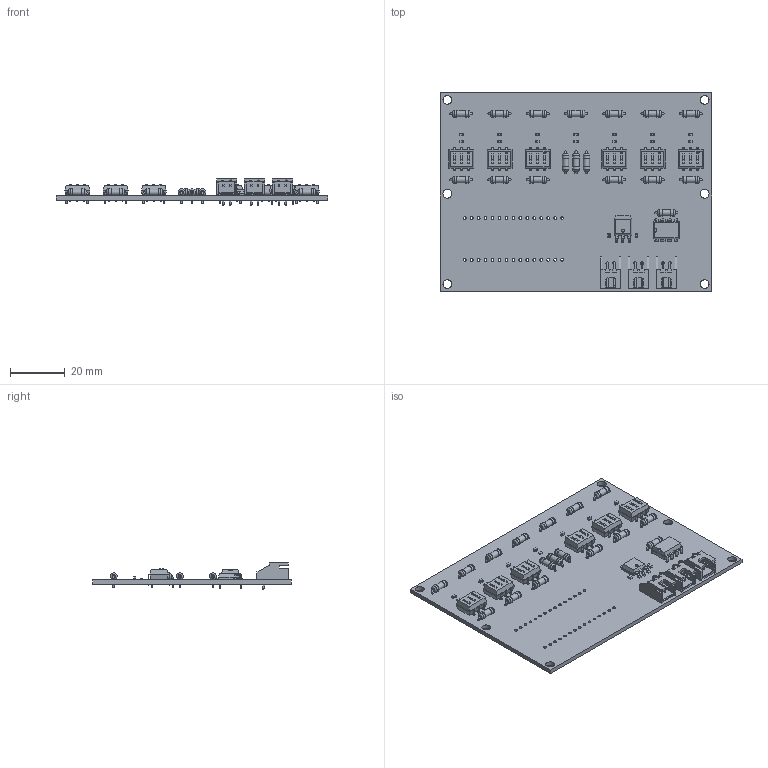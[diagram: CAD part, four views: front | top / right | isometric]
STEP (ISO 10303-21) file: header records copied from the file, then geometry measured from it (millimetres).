
FILE_DESCRIPTION(('KiCad electronic assembly'),'2;1');
FILE_NAME('line_sensor_color.step','2019-07-10T18:00:41',('An Author'),( 'A Company'),'Open CASCADE STEP processor 6.9', 'KiCad to STEP converter','Unknown');
FILE_SCHEMA(('AUTOMOTIVE_DESIGN { 1 0 10303 214 1 1 1 1 }'));
Length unit declared in the file: millimetre
Products named in the file (21): Open CASCADE STEP translator 6.9 1; JST_XH_S2B-XH-A_1x02_P2.50mm_Horizontal; SOLID; DIP-8_W7.62mm; C_0603_1608Metric; LED_0603_1608Metric; R_0603_1608Metric; nucleo_f303k8; R_Axial_DIN0207_L6.3mm_D2.5mm_P7.62mm_Horizontal; SW_DIP_SPSTx03_Slide_6.7x9.18mm_W7.62mm_P2.54mm_LowProfile; TO-252-3_TabPin2; osw5dls1c1a; s9032-02; COMPOUND
Assembly tree (68 placements, depth 3):
  Open CASCADE STEP translator 6.9 1
    JST_XH_S2B-XH-A_1x02_P2.50mm_Horizontal  x3
      SOLID
    DIP-8_W7.62mm
      SOLID
    C_0603_1608Metric  x2
      SOLID
    LED_0603_1608Metric  x7
      SOLID
    R_0603_1608Metric  x7
      SOLID
    nucleo_f303k8
    R_Axial_DIN0207_L6.3mm_D2.5mm_P7.62mm_Horizontal  x17
      SOLID
    SW_DIP_SPSTx03_Slide_6.7x9.18mm_W7.62mm_P2.54mm_LowProfile  x6
      SOLID
    TO-252-3_TabPin2
      SOLID
    osw5dls1c1a  x7
    s9032-02  x7
    COMPOUND
Bounding box: 99.06 x 72.39 x 9.5 mm (x, y, z)
Volume: 13872.5 mm3; surface area: 20160 mm2
Topology: 45 solids, 45 shells, 2376 faces, 5957 edges, 3790 vertices
Faces by surface type: plane 1637, cylinder 507, bspline 164, torus 68
Full cylindrical faces by diameter (mm): 0.6 x34, 0.8 x78, 1 x7, 1.02 x30, 2.25 x17, 2.5 x34, 3.2 x6
Entity records: 57010 total; most frequent: CARTESIAN_POINT 12752, DIRECTION 7360, LINE 4852, VECTOR 4852, ORIENTED_EDGE 3924, PCURVE 3924, DEFINITIONAL_REPRESENTATION 3924, EDGE_CURVE 1962
